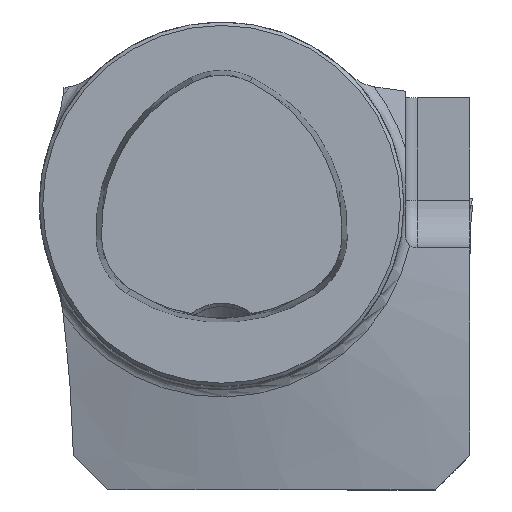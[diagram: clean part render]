
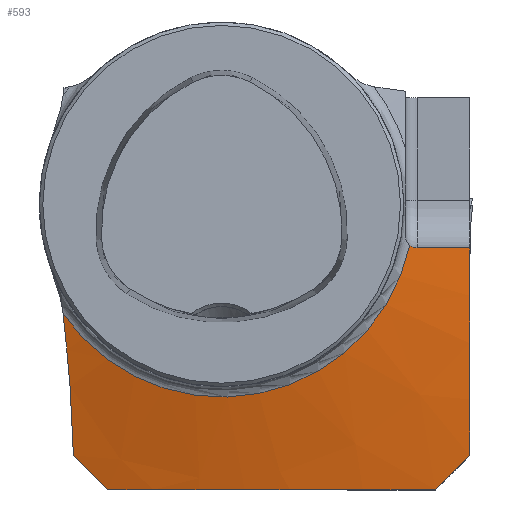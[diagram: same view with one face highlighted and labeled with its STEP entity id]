
A CAD part, top view. The second image highlights one B-rep face of the part: STEP entity #593.
In plain terms, the highlighted conical face has half-angle 75 degrees and reference radius 16 mm.
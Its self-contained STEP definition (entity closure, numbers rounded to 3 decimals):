
#593=ADVANCED_FACE('FP_RR_SU1',(#722),#710,.T.);
#710=CONICAL_SURFACE('',#2293,16.,75.);
#722=FACE_OUTER_BOUND('',#836,.T.);
#836=EDGE_LOOP('',(#1003,#1004,#1005,#1006,#1007,#1008,#1009,#1010));
#960=CIRCLE('',#2292,16.889);
#1003=ORIENTED_EDGE('',*,*,#1830,.F.);
#1004=ORIENTED_EDGE('',*,*,#1831,.T.);
#1005=ORIENTED_EDGE('',*,*,#1832,.F.);
#1006=ORIENTED_EDGE('',*,*,#1833,.F.);
#1007=ORIENTED_EDGE('',*,*,#1834,.F.);
#1008=ORIENTED_EDGE('',*,*,#1835,.T.);
#1009=ORIENTED_EDGE('',*,*,#1836,.F.);
#1010=ORIENTED_EDGE('',*,*,#1837,.T.);
#1625=VERTEX_POINT('',#2987);
#1626=VERTEX_POINT('',#2988);
#1627=VERTEX_POINT('',#2993);
#1628=VERTEX_POINT('',#2998);
#1629=VERTEX_POINT('',#3003);
#1630=VERTEX_POINT('',#3011);
#1631=VERTEX_POINT('',#3013);
#1632=VERTEX_POINT('',#3018);
#1830=EDGE_CURVE('',#1625,#1626,#2141,.T.);
#1831=EDGE_CURVE('',#1625,#1627,#2142,.T.);
#1832=EDGE_CURVE('',#1628,#1627,#2143,.T.);
#1833=EDGE_CURVE('',#1629,#1628,#2144,.T.);
#1834=EDGE_CURVE('',#1630,#1629,#2145,.T.);
#1835=EDGE_CURVE('',#1630,#1631,#960,.T.);
#1836=EDGE_CURVE('',#1632,#1631,#2146,.T.);
#1837=EDGE_CURVE('',#1632,#1626,#2147,.T.);
#2141=B_SPLINE_CURVE_WITH_KNOTS('',3,(#2981,#2982,#2983,#2984,#2985,#2986),
 .UNSPECIFIED.,.F.,.F.,(4,2,4),(0.,0.5,1.),.UNSPECIFIED.);
#2142=B_SPLINE_CURVE_WITH_KNOTS('',3,(#2989,#2990,#2991,#2992),
 .UNSPECIFIED.,.F.,.F.,(4,4),(0.,1.),.UNSPECIFIED.);
#2143=B_SPLINE_CURVE_WITH_KNOTS('',3,(#2994,#2995,#2996,#2997),
 .UNSPECIFIED.,.F.,.F.,(4,4),(0.,1.),.UNSPECIFIED.);
#2144=B_SPLINE_CURVE_WITH_KNOTS('',3,(#2999,#3000,#3001,#3002),
 .UNSPECIFIED.,.F.,.F.,(4,4),(0.,1.),.UNSPECIFIED.);
#2145=B_SPLINE_CURVE_WITH_KNOTS('',3,(#3004,#3005,#3006,#3007,#3008,#3009,
#3010),.UNSPECIFIED.,.F.,.F.,(4,3,4),(0.,0.499,1.),
 .UNSPECIFIED.);
#2146=B_SPLINE_CURVE_WITH_KNOTS('',3,(#3014,#3015,#3016,#3017),
 .UNSPECIFIED.,.F.,.F.,(4,4),(0.,1.),.UNSPECIFIED.);
#2147=B_SPLINE_CURVE_WITH_KNOTS('',3,(#3019,#3020,#3021,#3022),
 .UNSPECIFIED.,.F.,.F.,(4,4),(0.,1.),.UNSPECIFIED.);
#2292=AXIS2_PLACEMENT_3D('',#3012,#2461,#2462);
#2293=AXIS2_PLACEMENT_3D('',#3023,#2463,#2464);
#2461=DIRECTION('',(0.,0.,-1.));
#2462=DIRECTION('',(-1.,0.,0.));
#2463=DIRECTION('',(0.,0.,-1.));
#2464=DIRECTION('',(1.,0.,0.));
#2981=CARTESIAN_POINT('',(18.75,-25.,-20.286));
#2982=CARTESIAN_POINT('',(13.984,-25.,-19.52));
#2983=CARTESIAN_POINT('',(9.202,-25.,-18.938));
#2984=CARTESIAN_POINT('',(-0.379,-25.,-18.492));
#2985=CARTESIAN_POINT('',(-5.185,-25.,-18.648));
#2986=CARTESIAN_POINT('',(-10.,-25.,-19.128));
#2987=CARTESIAN_POINT('',(18.75,-25.,-20.286));
#2988=CARTESIAN_POINT('',(-10.,-25.,-19.128));
#2989=CARTESIAN_POINT('',(18.75,-25.,-20.286));
#2990=CARTESIAN_POINT('',(19.75,-24.,-20.233));
#2991=CARTESIAN_POINT('',(20.75,-23.,-20.204));
#2992=CARTESIAN_POINT('',(21.75,-22.,-20.202));
#2993=CARTESIAN_POINT('',(21.75,-22.,-20.202));
#2994=CARTESIAN_POINT('',(21.75,-3.8,-17.829));
#2995=CARTESIAN_POINT('',(21.75,-9.938,-18.112));
#2996=CARTESIAN_POINT('',(21.75,-15.983,-19.056));
#2997=CARTESIAN_POINT('',(21.75,-22.,-20.202));
#2998=CARTESIAN_POINT('',(21.75,-3.8,-17.829));
#2999=CARTESIAN_POINT('',(17.15,-3.8,-16.62));
#3000=CARTESIAN_POINT('',(18.684,-3.8,-17.021));
#3001=CARTESIAN_POINT('',(20.217,-3.8,-17.424));
#3002=CARTESIAN_POINT('',(21.75,-3.8,-17.829));
#3003=CARTESIAN_POINT('',(17.15,-3.8,-16.62));
#3004=CARTESIAN_POINT('',(16.508,-3.567,-16.438));
#3005=CARTESIAN_POINT('',(16.597,-3.641,-16.466));
#3006=CARTESIAN_POINT('',(16.7,-3.701,-16.496));
#3007=CARTESIAN_POINT('',(16.809,-3.74,-16.527));
#3008=CARTESIAN_POINT('',(16.917,-3.779,-16.558));
#3009=CARTESIAN_POINT('',(17.034,-3.8,-16.589));
#3010=CARTESIAN_POINT('',(17.15,-3.8,-16.62));
#3011=CARTESIAN_POINT('',(16.508,-3.567,-16.438));
#3012=CARTESIAN_POINT('',(0.,0.,-16.438));
#3013=CARTESIAN_POINT('',(-13.921,-9.564,-16.438));
#3014=CARTESIAN_POINT('',(-13.007,-21.993,-18.759));
#3015=CARTESIAN_POINT('',(-13.062,-17.871,-17.816));
#3016=CARTESIAN_POINT('',(-13.477,-13.736,-16.973));
#3017=CARTESIAN_POINT('',(-13.921,-9.564,-16.438));
#3018=CARTESIAN_POINT('',(-13.007,-21.993,-18.759));
#3019=CARTESIAN_POINT('',(-13.007,-21.993,-18.759));
#3020=CARTESIAN_POINT('',(-12.003,-22.997,-18.854));
#3021=CARTESIAN_POINT('',(-11.001,-23.999,-18.978));
#3022=CARTESIAN_POINT('',(-10.,-25.,-19.128));
#3023=CARTESIAN_POINT('',(0.,0.,-16.2));
